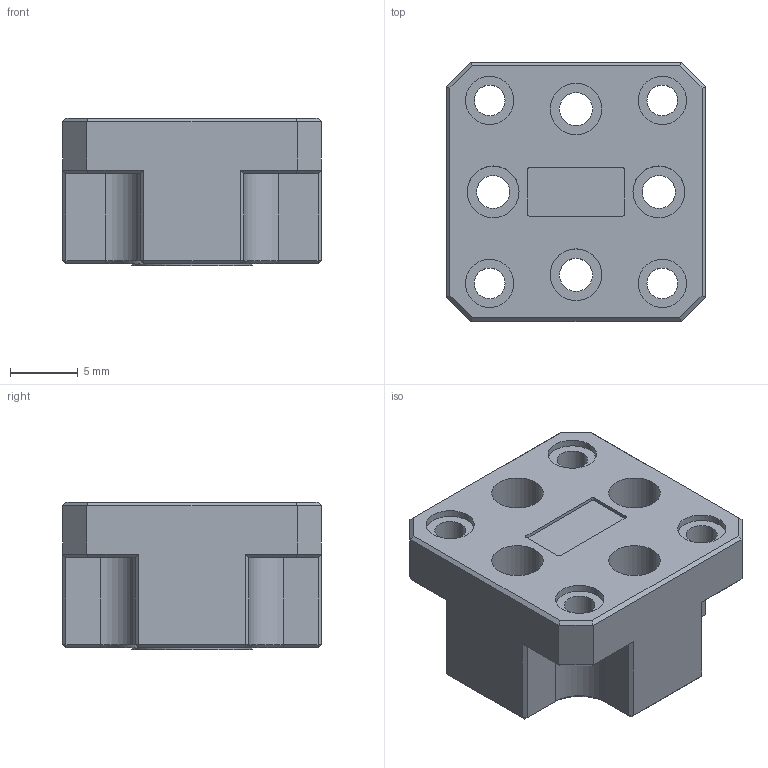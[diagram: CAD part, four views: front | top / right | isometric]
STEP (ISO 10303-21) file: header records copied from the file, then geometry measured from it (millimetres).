
FILE_DESCRIPTION (( 'STEP AP203' ), '1' );
FILE_NAME ('SUF-2812-480-S1.STEP', '2025-05-29T23:56:41', ( '' ), ( '' ), 'SwSTEP 2.0', 'SolidWorks 2021', '' );
FILE_SCHEMA (( 'CONFIG_CONTROL_DESIGN' ));
Length unit declared in the file: inch
Products named in the file (1): SUF-2812-480-S1
Bounding box: 19.05 x 19.05 x 10.85 mm (x, y, z)
Volume: 2616.8 mm3; surface area: 2094.7 mm2
Topology: 1 solids, 1 shells, 196 faces, 454 edges, 265 vertices
Faces by surface type: plane 91, cylinder 66, cone 39
Entity records: 5484 total; most frequent: DIRECTION 983, CARTESIAN_POINT 912, ORIENTED_EDGE 876, EDGE_CURVE 438, AXIS2_PLACEMENT_3D 352, LINE 279, VECTOR 279, VERTEX_POINT 265
